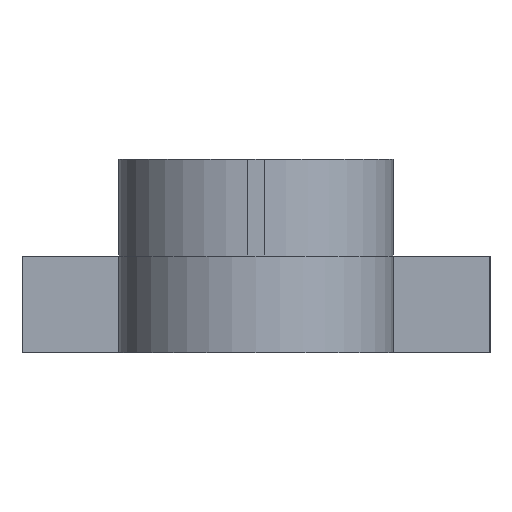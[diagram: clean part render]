
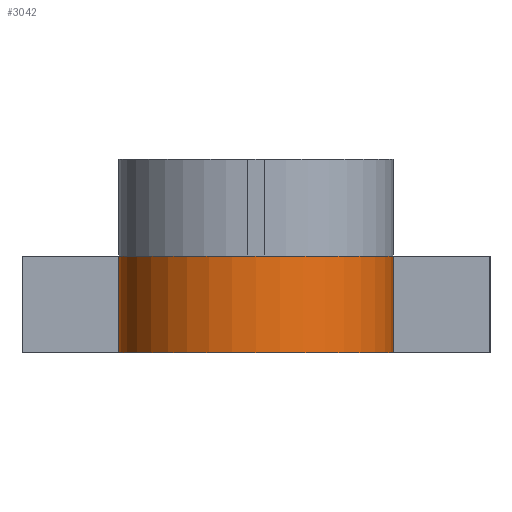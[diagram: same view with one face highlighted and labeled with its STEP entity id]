
A CAD part, left-side view. The second image highlights one B-rep face of the part: STEP entity #3042.
In plain terms, the highlighted cylindrical face has radius 4.25 mm (diameter 8.5 mm), a partial arc.
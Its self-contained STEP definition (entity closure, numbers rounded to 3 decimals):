
#20=CYLINDRICAL_SURFACE('',#3214,4.25);
#27=CIRCLE('',#3124,4.25);
#35=CIRCLE('',#3215,4.25);
#180=FACE_OUTER_BOUND('',#329,.T.);
#329=EDGE_LOOP('',(#2697,#2698,#2699,#2700));
#517=LINE('',#4331,#937);
#708=LINE('',#4718,#1128);
#937=VECTOR('',#3524,10.);
#1128=VECTOR('',#3831,10.);
#1299=VERTEX_POINT('',#4328);
#1300=VERTEX_POINT('',#4330);
#1335=VERTEX_POINT('',#4403);
#1438=VERTEX_POINT('',#4716);
#1645=EDGE_CURVE('',#1299,#1300,#517,.T.);
#1682=EDGE_CURVE('',#1299,#1335,#27,.T.);
#1841=EDGE_CURVE('',#1335,#1438,#708,.T.);
#1891=EDGE_CURVE('',#1300,#1438,#35,.T.);
#2697=ORIENTED_EDGE('',*,*,#1682,.T.);
#2698=ORIENTED_EDGE('',*,*,#1841,.T.);
#2699=ORIENTED_EDGE('',*,*,#1891,.F.);
#2700=ORIENTED_EDGE('',*,*,#1645,.F.);
#3042=ADVANCED_FACE('',(#180),#20,.T.);
#3124=AXIS2_PLACEMENT_3D('',#4405,#3568,#3569);
#3214=AXIS2_PLACEMENT_3D('',#4821,#3949,#3950);
#3215=AXIS2_PLACEMENT_3D('',#4822,#3951,#3952);
#3524=DIRECTION('',(0.,0.,1.));
#3568=DIRECTION('center_axis',(0.,0.,1.));
#3569=DIRECTION('ref_axis',(0.,1.,0.));
#3831=DIRECTION('',(0.,0.,1.));
#3949=DIRECTION('center_axis',(0.,0.,1.));
#3950=DIRECTION('ref_axis',(0.,1.,0.));
#3951=DIRECTION('center_axis',(0.,0.,1.));
#3952=DIRECTION('ref_axis',(0.,1.,0.));
#4328=CARTESIAN_POINT('',(0.,4.25,0.));
#4330=CARTESIAN_POINT('',(0.,4.25,3.));
#4331=CARTESIAN_POINT('',(0.,4.25,0.));
#4403=CARTESIAN_POINT('',(0.,-4.25,0.));
#4405=CARTESIAN_POINT('Origin',(0.,0.,0.));
#4716=CARTESIAN_POINT('',(0.,-4.25,3.));
#4718=CARTESIAN_POINT('',(0.,-4.25,0.));
#4821=CARTESIAN_POINT('Origin',(0.,0.,0.));
#4822=CARTESIAN_POINT('Origin',(0.,0.,3.));
